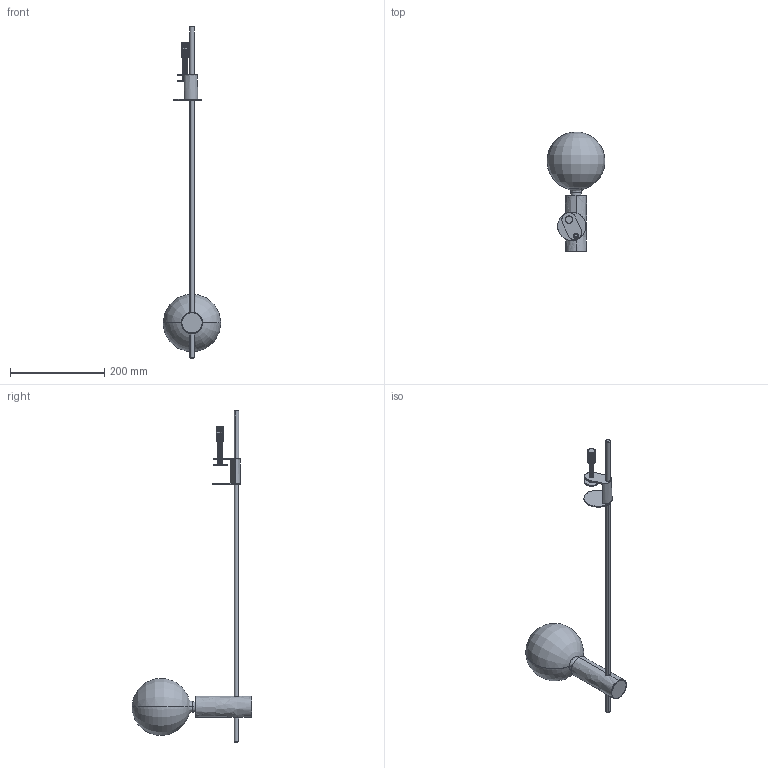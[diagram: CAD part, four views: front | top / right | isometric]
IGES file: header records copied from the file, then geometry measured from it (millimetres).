
Start section: SolidWorks IGES file using analytic representation for surfaces
Global section: file name: 10-8519.IGS; native system: SolidWorks 2020; preprocessor: SolidWorks 2020; author: dromero; date: 210823.145959; units: millimetre
Bounding box: 122.92 x 254.5 x 705 mm (x, y, z)
Surface area: 111245.8 mm2 (no closed solid volume)
Topology: 0 solids, 0 shells, 516 faces, 6779 edges, 6771 vertices
Faces by surface type: revolution 349, bspline 167
